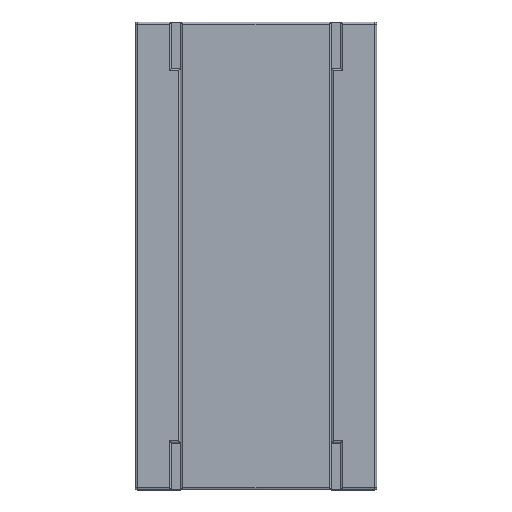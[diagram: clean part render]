
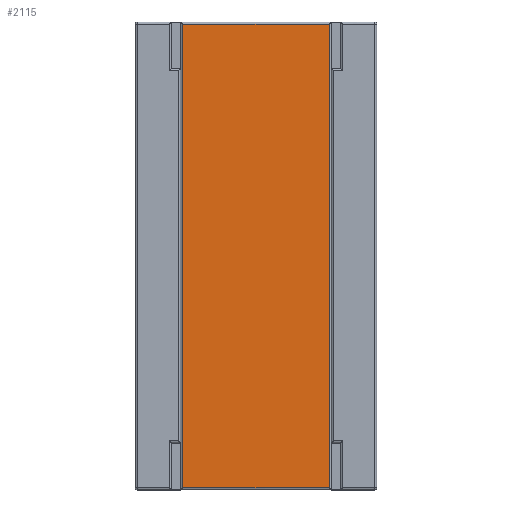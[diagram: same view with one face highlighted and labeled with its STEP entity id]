
A CAD part, top view. The second image highlights one B-rep face of the part: STEP entity #2115.
In plain terms, the highlighted planar face has unit normal (0, 0, 1).
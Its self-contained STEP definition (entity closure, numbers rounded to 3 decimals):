
#1968 = CARTESIAN_POINT ( 'NONE',  ( -0.486, 1.536, 0.55 ) ) ;
#1969 = VERTEX_POINT ( 'NONE', #1968 ) ;
#1985 = CARTESIAN_POINT ( 'NONE',  ( -0.486, -1.536, 0.55 ) ) ;
#1986 = VERTEX_POINT ( 'NONE', #1985 ) ;
#1994 = CARTESIAN_POINT ( 'NONE',  ( -0.486, 0., 0.55 ) ) ;
#1995 = DIRECTION ( 'NONE',  ( 0., -1., 0. ) ) ;
#1996 = VECTOR ( 'NONE', #1995, 1000. ) ;
#1997 = LINE ( 'NONE', #1994, #1996 ) ;
#1998 = EDGE_CURVE ( 'NONE', #1969, #1986, #1997, .T. ) ;
#2085 = ORIENTED_EDGE ( 'NONE', *, *, #1998, .T. ) ;
#2086 = CARTESIAN_POINT ( 'NONE',  ( 0.486, -1.536, 0.55 ) ) ;
#2087 = VERTEX_POINT ( 'NONE', #2086 ) ;
#2088 = CARTESIAN_POINT ( 'NONE',  ( 0., -1.536, 0.55 ) ) ;
#2089 = DIRECTION ( 'NONE',  ( 1., 0., 0. ) ) ;
#2090 = VECTOR ( 'NONE', #2089, 1000. ) ;
#2091 = LINE ( 'NONE', #2088, #2090 ) ;
#2092 = EDGE_CURVE ( 'NONE', #1986, #2087, #2091, .T. ) ;
#2093 = ORIENTED_EDGE ( 'NONE', *, *, #2092, .T. ) ;
#2094 = CARTESIAN_POINT ( 'NONE',  ( 0.486, 1.536, 0.55 ) ) ;
#2095 = VERTEX_POINT ( 'NONE', #2094 ) ;
#2096 = CARTESIAN_POINT ( 'NONE',  ( 0.486, 0., 0.55 ) ) ;
#2097 = DIRECTION ( 'NONE',  ( 0., 1., 0. ) ) ;
#2098 = VECTOR ( 'NONE', #2097, 1000. ) ;
#2099 = LINE ( 'NONE', #2096, #2098 ) ;
#2100 = EDGE_CURVE ( 'NONE', #2087, #2095, #2099, .T. ) ;
#2101 = ORIENTED_EDGE ( 'NONE', *, *, #2100, .T. ) ;
#2102 = CARTESIAN_POINT ( 'NONE',  ( 0., 1.536, 0.55 ) ) ;
#2103 = DIRECTION ( 'NONE',  ( -1., 0., 0. ) ) ;
#2104 = VECTOR ( 'NONE', #2103, 1000. ) ;
#2105 = LINE ( 'NONE', #2102, #2104 ) ;
#2106 = EDGE_CURVE ( 'NONE', #2095, #1969, #2105, .T. ) ;
#2107 = ORIENTED_EDGE ( 'NONE', *, *, #2106, .T. ) ;
#2108 = EDGE_LOOP ( 'NONE', ( #2085, #2093, #2101, #2107 ) ) ;
#2109 = FACE_OUTER_BOUND ( 'NONE', #2108, .T. ) ;
#2110 = CARTESIAN_POINT ( 'NONE',  ( 0., 0., 0.55 ) ) ;
#2111 = DIRECTION ( 'NONE',  ( 0., 0., -1. ) ) ;
#2112 = DIRECTION ( 'NONE',  ( 0., 1., 0. ) ) ;
#2113 = AXIS2_PLACEMENT_3D ( 'NONE', #2110, #2111, #2112 ) ;
#2114 = PLANE ( 'NONE', #2113 ) ;
#2115 = ADVANCED_FACE ( 'NONE', ( #2109 ), #2114, .F. ) ;
